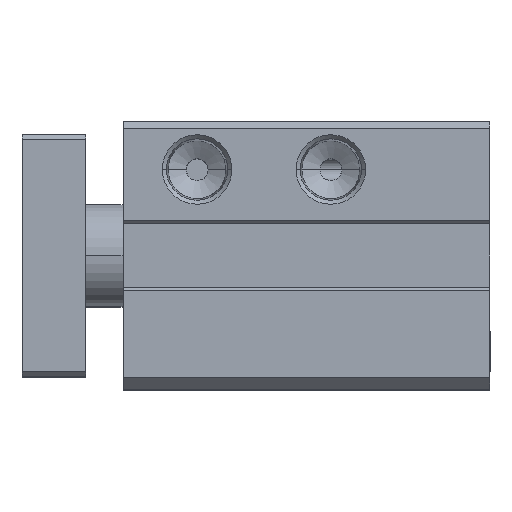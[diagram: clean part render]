
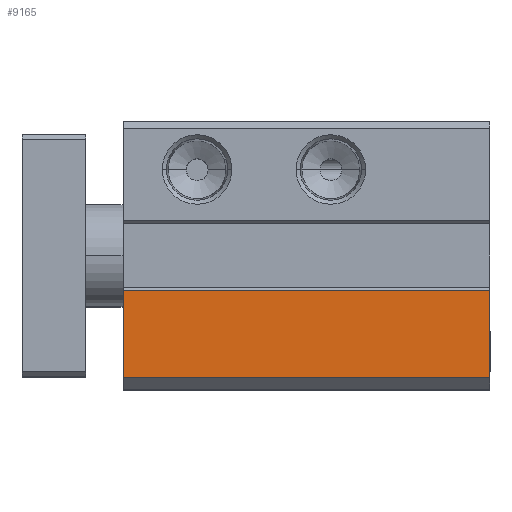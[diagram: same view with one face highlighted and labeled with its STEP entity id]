
A CAD part, top view. The second image highlights one B-rep face of the part: STEP entity #9165.
In plain terms, the highlighted planar face has unit normal (0, 0, 1).
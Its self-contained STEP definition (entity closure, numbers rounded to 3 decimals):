
#306 = ORIENTED_EDGE ( 'NONE', *, *, #7467, .F. ) ;
#443 = PLANE ( 'NONE',  #9785 ) ;
#454 = LINE ( 'NONE', #644, #625 ) ;
#625 = VECTOR ( 'NONE', #12647, 1000. ) ;
#644 = CARTESIAN_POINT ( 'NONE',  ( 0., -19.2, 46.5 ) ) ;
#1338 = ORIENTED_EDGE ( 'NONE', *, *, #5509, .T. ) ;
#2688 = CARTESIAN_POINT ( 'NONE',  ( 0., -5.5, 46.5 ) ) ;
#3286 = EDGE_LOOP ( 'NONE', ( #1338, #306, #5969, #9503 ) ) ;
#3463 = DIRECTION ( 'NONE',  ( 0., 0., 1. ) ) ;
#3651 = CARTESIAN_POINT ( 'NONE',  ( 0., -19.2, 46.5 ) ) ;
#3657 = CARTESIAN_POINT ( 'NONE',  ( 0., -5.5, 46.5 ) ) ;
#3988 = VERTEX_POINT ( 'NONE', #3657 ) ;
#4302 = EDGE_CURVE ( 'NONE', #4722, #10785, #7216, .T. ) ;
#4722 = VERTEX_POINT ( 'NONE', #6090 ) ;
#5054 = VECTOR ( 'NONE', #11662, 1000. ) ;
#5238 = VECTOR ( 'NONE', #11384, 1000. ) ;
#5369 = DIRECTION ( 'NONE',  ( 0., 1., 0. ) ) ;
#5509 = EDGE_CURVE ( 'NONE', #3988, #12063, #8018, .T. ) ;
#5702 = DIRECTION ( 'NONE',  ( 1., 0., 0. ) ) ;
#5969 = ORIENTED_EDGE ( 'NONE', *, *, #4302, .T. ) ;
#6090 = CARTESIAN_POINT ( 'NONE',  ( 57.5, -19.2, 46.5 ) ) ;
#6372 = CARTESIAN_POINT ( 'NONE',  ( 57.5, -19.2, 46.5 ) ) ;
#6786 = LINE ( 'NONE', #2688, #5054 ) ;
#7216 = LINE ( 'NONE', #6372, #12377 ) ;
#7467 = EDGE_CURVE ( 'NONE', #4722, #12063, #454, .T. ) ;
#8018 = LINE ( 'NONE', #12035, #5238 ) ;
#8319 = EDGE_CURVE ( 'NONE', #10785, #3988, #6786, .T. ) ;
#9165 = ADVANCED_FACE ( 'NONE', ( #10577 ), #443, .T. ) ;
#9503 = ORIENTED_EDGE ( 'NONE', *, *, #8319, .T. ) ;
#9746 = CARTESIAN_POINT ( 'NONE',  ( 0., -19.2, 46.5 ) ) ;
#9785 = AXIS2_PLACEMENT_3D ( 'NONE', #3651, #3463, #5702 ) ;
#10577 = FACE_OUTER_BOUND ( 'NONE', #3286, .T. ) ;
#10785 = VERTEX_POINT ( 'NONE', #11180 ) ;
#11180 = CARTESIAN_POINT ( 'NONE',  ( 57.5, -5.5, 46.5 ) ) ;
#11384 = DIRECTION ( 'NONE',  ( 0., -1., 0. ) ) ;
#11662 = DIRECTION ( 'NONE',  ( -1., 0., 0. ) ) ;
#12035 = CARTESIAN_POINT ( 'NONE',  ( 0., -19.2, 46.5 ) ) ;
#12063 = VERTEX_POINT ( 'NONE', #9746 ) ;
#12377 = VECTOR ( 'NONE', #5369, 1000. ) ;
#12647 = DIRECTION ( 'NONE',  ( -1., 0., 0. ) ) ;
